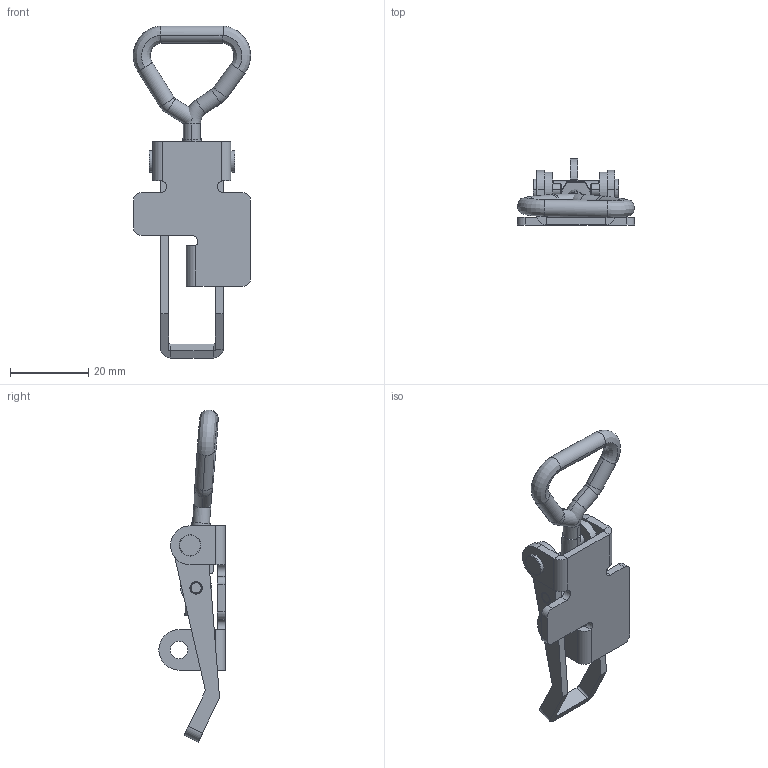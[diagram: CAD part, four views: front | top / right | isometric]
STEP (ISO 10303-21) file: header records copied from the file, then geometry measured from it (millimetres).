
FILE_DESCRIPTION (( 'STEP AP214' ), '1' );
FILE_NAME ('54031 - 701 LA Stainless Locking nut.STEP', '2017-01-30T09:25:50', ( '' ), ( '' ), 'SwSTEP 2.0', 'SolidWorks 2015', '' );
FILE_SCHEMA (( 'AUTOMOTIVE_DESIGN' ));
Length unit declared in the file: millimetre
Products named in the file (7): låsmutter M5x8x4; 701 - Skruvögla; 701 - Mid Cylinder; 701 - Ansatsnit; 701 - Bygel; 701 - LA; 54031 - 701 LA Stainless Locking nut
Assembly tree (7 placements, depth 2):
  54031 - 701 LA Stainless Locking nut
    701 - LA
    701 - Bygel
    701 - Ansatsnit  x2
    701 - Mid Cylinder
    701 - Skruvögla
    låsmutter M5x8x4
Bounding box: 30.06 x 17 x 85.07 mm (x, y, z)
Volume: 5866.8 mm3; surface area: 7026.8 mm2
Topology: 7 solids, 7 shells, 171 faces, 384 edges, 234 vertices
Faces by surface type: cylinder 73, plane 70, cone 12, torus 10, bspline 6
Entity records: 5350 total; most frequent: CARTESIAN_POINT 1383, DIRECTION 822, ORIENTED_EDGE 716, EDGE_CURVE 358, AXIS2_PLACEMENT_3D 317, VERTEX_POINT 218, LINE 188, VECTOR 188
